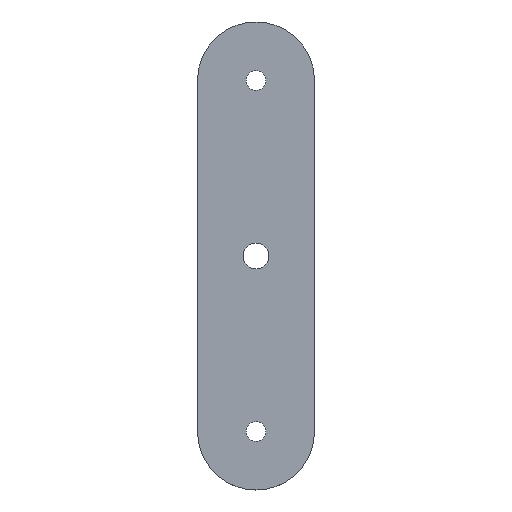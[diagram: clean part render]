
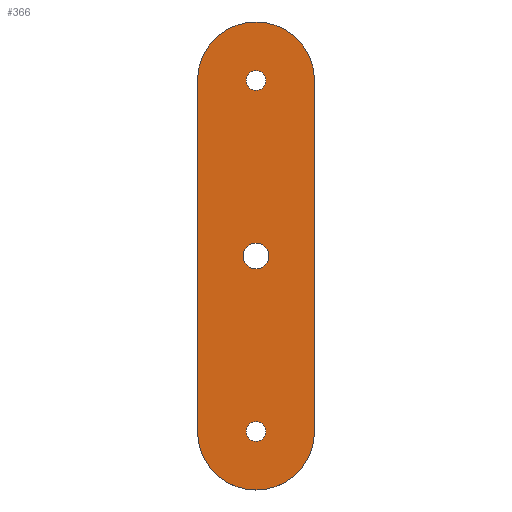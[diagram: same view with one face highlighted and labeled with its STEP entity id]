
A CAD part, top view. The second image highlights one B-rep face of the part: STEP entity #366.
In plain terms, the highlighted planar face has unit normal (0, 0, 1).
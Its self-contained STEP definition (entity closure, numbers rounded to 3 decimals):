
#1 = CIRCLE ( 'NONE', #334, 25. ) ;
#9 = PLANE ( 'NONE',  #167 ) ;
#19 = AXIS2_PLACEMENT_3D ( 'NONE', #46, #245, #42 ) ;
#20 = ORIENTED_EDGE ( 'NONE', *, *, #206, .T. ) ;
#23 = FACE_BOUND ( 'NONE', #424, .T. ) ;
#31 = LINE ( 'NONE', #102, #256 ) ;
#33 = DIRECTION ( 'NONE',  ( 0., 0., 1. ) ) ;
#36 = CARTESIAN_POINT ( 'NONE',  ( 25., 75., 10. ) ) ;
#37 = VERTEX_POINT ( 'NONE', #376 ) ;
#42 = DIRECTION ( 'NONE',  ( 1., 0., 0. ) ) ;
#43 = CIRCLE ( 'NONE', #52, 25. ) ;
#46 = CARTESIAN_POINT ( 'NONE',  ( 0., 75., 10. ) ) ;
#52 = AXIS2_PLACEMENT_3D ( 'NONE', #340, #278, #448 ) ;
#61 = EDGE_CURVE ( 'NONE', #357, #63, #285, .T. ) ;
#63 = VERTEX_POINT ( 'NONE', #165 ) ;
#67 = CARTESIAN_POINT ( 'NONE',  ( -25., -75., 10. ) ) ;
#84 = VERTEX_POINT ( 'NONE', #36 ) ;
#85 = DIRECTION ( 'NONE',  ( 0., 0., 1. ) ) ;
#90 = ORIENTED_EDGE ( 'NONE', *, *, #439, .F. ) ;
#95 = EDGE_CURVE ( 'NONE', #84, #223, #43, .T. ) ;
#98 = EDGE_LOOP ( 'NONE', ( #313, #251, #188, #20 ) ) ;
#102 = CARTESIAN_POINT ( 'NONE',  ( 25., -75., 10. ) ) ;
#104 = CIRCLE ( 'NONE', #331, 4.25 ) ;
#128 = CIRCLE ( 'NONE', #280, 4.25 ) ;
#129 = VERTEX_POINT ( 'NONE', #339 ) ;
#134 = CARTESIAN_POINT ( 'NONE',  ( 0., -75., 10. ) ) ;
#136 = CARTESIAN_POINT ( 'NONE',  ( 0., 0., 10. ) ) ;
#141 = CARTESIAN_POINT ( 'NONE',  ( -4.25, 75., 10. ) ) ;
#145 = LINE ( 'NONE', #67, #436 ) ;
#149 = EDGE_CURVE ( 'NONE', #129, #244, #104, .T. ) ;
#151 = DIRECTION ( 'NONE',  ( 1., 0., 0. ) ) ;
#165 = CARTESIAN_POINT ( 'NONE',  ( -4.25, -75., 10. ) ) ;
#166 = CARTESIAN_POINT ( 'NONE',  ( 25., -75., 10. ) ) ;
#167 = AXIS2_PLACEMENT_3D ( 'NONE', #287, #427, #151 ) ;
#176 = EDGE_CURVE ( 'NONE', #37, #293, #431, .T. ) ;
#184 = CARTESIAN_POINT ( 'NONE',  ( 0., -75., 10. ) ) ;
#188 = ORIENTED_EDGE ( 'NONE', *, *, #95, .T. ) ;
#190 = EDGE_CURVE ( 'NONE', #293, #37, #450, .T. ) ;
#196 = CARTESIAN_POINT ( 'NONE',  ( 0., -75., 10. ) ) ;
#204 = DIRECTION ( 'NONE',  ( 1., 0., 0. ) ) ;
#206 = EDGE_CURVE ( 'NONE', #223, #333, #145, .T. ) ;
#210 = DIRECTION ( 'NONE',  ( 0., -1., 0. ) ) ;
#213 = EDGE_CURVE ( 'NONE', #333, #217, #1, .T. ) ;
#217 = VERTEX_POINT ( 'NONE', #166 ) ;
#221 = AXIS2_PLACEMENT_3D ( 'NONE', #134, #380, #411 ) ;
#223 = VERTEX_POINT ( 'NONE', #463 ) ;
#227 = EDGE_CURVE ( 'NONE', #217, #84, #31, .T. ) ;
#235 = DIRECTION ( 'NONE',  ( 0., 0., 1. ) ) ;
#236 = DIRECTION ( 'NONE',  ( 1., 0., 0. ) ) ;
#240 = CIRCLE ( 'NONE', #19, 4.25 ) ;
#244 = VERTEX_POINT ( 'NONE', #141 ) ;
#245 = DIRECTION ( 'NONE',  ( 0., 0., 1. ) ) ;
#251 = ORIENTED_EDGE ( 'NONE', *, *, #227, .T. ) ;
#256 = VECTOR ( 'NONE', #422, 1000. ) ;
#271 = FACE_OUTER_BOUND ( 'NONE', #98, .T. ) ;
#278 = DIRECTION ( 'NONE',  ( 0., 0., 1. ) ) ;
#280 = AXIS2_PLACEMENT_3D ( 'NONE', #196, #85, #371 ) ;
#283 = FACE_BOUND ( 'NONE', #440, .T. ) ;
#285 = CIRCLE ( 'NONE', #221, 4.25 ) ;
#287 = CARTESIAN_POINT ( 'NONE',  ( 0., -75., 10. ) ) ;
#293 = VERTEX_POINT ( 'NONE', #319 ) ;
#304 = ORIENTED_EDGE ( 'NONE', *, *, #176, .F. ) ;
#310 = ORIENTED_EDGE ( 'NONE', *, *, #407, .F. ) ;
#313 = ORIENTED_EDGE ( 'NONE', *, *, #213, .T. ) ;
#319 = CARTESIAN_POINT ( 'NONE',  ( -5.5, 0., 10. ) ) ;
#331 = AXIS2_PLACEMENT_3D ( 'NONE', #344, #235, #346 ) ;
#333 = VERTEX_POINT ( 'NONE', #426 ) ;
#334 = AXIS2_PLACEMENT_3D ( 'NONE', #184, #352, #348 ) ;
#339 = CARTESIAN_POINT ( 'NONE',  ( 4.25, 75., 10. ) ) ;
#340 = CARTESIAN_POINT ( 'NONE',  ( 0., 75., 10. ) ) ;
#344 = CARTESIAN_POINT ( 'NONE',  ( 0., 75., 10. ) ) ;
#346 = DIRECTION ( 'NONE',  ( 1., 0., 0. ) ) ;
#348 = DIRECTION ( 'NONE',  ( 1., 0., 0. ) ) ;
#352 = DIRECTION ( 'NONE',  ( 0., 0., 1. ) ) ;
#357 = VERTEX_POINT ( 'NONE', #392 ) ;
#364 = ORIENTED_EDGE ( 'NONE', *, *, #149, .F. ) ;
#366 = ADVANCED_FACE ( 'NONE', ( #283, #444, #271, #23 ), #9, .T. ) ;
#371 = DIRECTION ( 'NONE',  ( 1., 0., 0. ) ) ;
#373 = ORIENTED_EDGE ( 'NONE', *, *, #190, .F. ) ;
#375 = AXIS2_PLACEMENT_3D ( 'NONE', #454, #33, #204 ) ;
#376 = CARTESIAN_POINT ( 'NONE',  ( 5.5, 0., 10. ) ) ;
#380 = DIRECTION ( 'NONE',  ( 0., 0., 1. ) ) ;
#392 = CARTESIAN_POINT ( 'NONE',  ( 4.25, -75., 10. ) ) ;
#407 = EDGE_CURVE ( 'NONE', #244, #129, #240, .T. ) ;
#411 = DIRECTION ( 'NONE',  ( 1., 0., 0. ) ) ;
#422 = DIRECTION ( 'NONE',  ( 0., 1., 0. ) ) ;
#424 = EDGE_LOOP ( 'NONE', ( #373, #304 ) ) ;
#425 = EDGE_LOOP ( 'NONE', ( #460, #90 ) ) ;
#426 = CARTESIAN_POINT ( 'NONE',  ( -25., -75., 10. ) ) ;
#427 = DIRECTION ( 'NONE',  ( 0., 0., 1. ) ) ;
#428 = AXIS2_PLACEMENT_3D ( 'NONE', #136, #457, #236 ) ;
#431 = CIRCLE ( 'NONE', #428, 5.5 ) ;
#436 = VECTOR ( 'NONE', #210, 1000. ) ;
#439 = EDGE_CURVE ( 'NONE', #63, #357, #128, .T. ) ;
#440 = EDGE_LOOP ( 'NONE', ( #364, #310 ) ) ;
#444 = FACE_BOUND ( 'NONE', #425, .T. ) ;
#448 = DIRECTION ( 'NONE',  ( 1., 0., 0. ) ) ;
#450 = CIRCLE ( 'NONE', #375, 5.5 ) ;
#454 = CARTESIAN_POINT ( 'NONE',  ( 0., 0., 10. ) ) ;
#457 = DIRECTION ( 'NONE',  ( 0., 0., 1. ) ) ;
#460 = ORIENTED_EDGE ( 'NONE', *, *, #61, .F. ) ;
#463 = CARTESIAN_POINT ( 'NONE',  ( -25., 75., 10. ) ) ;
